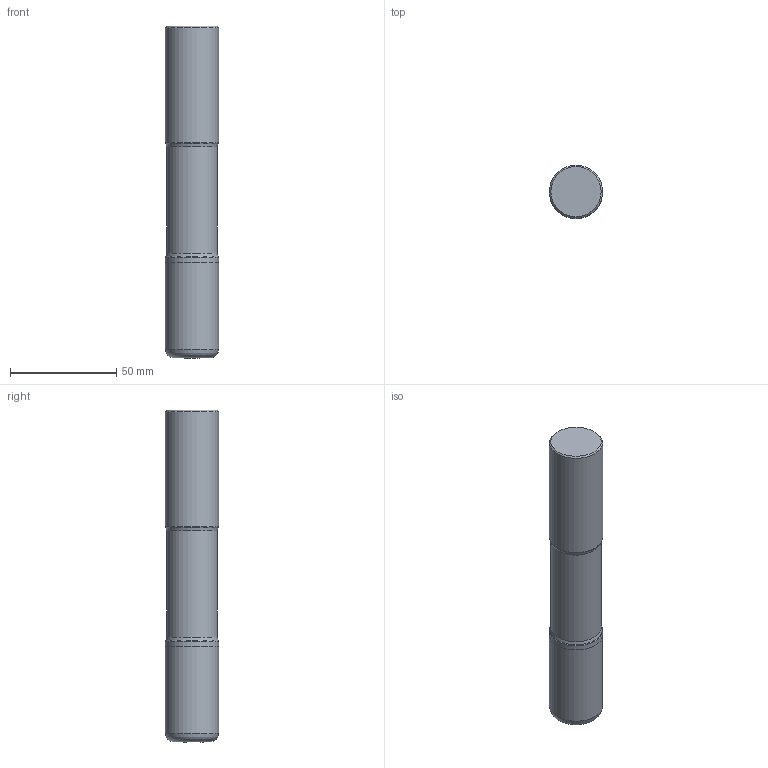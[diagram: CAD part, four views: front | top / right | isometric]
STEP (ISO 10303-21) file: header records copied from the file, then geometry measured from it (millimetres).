
FILE_DESCRIPTION(('STEP'), '1');
FILE_NAME('MOD000000000000000020084633800000.stp', '2019-01-02T12:09:02', (''), (''), 'Express v3.0.0.0', 'Express Tool', 'Unknown');
FILE_SCHEMA(('AUTOMOTIVE_DESIGN'));
Length unit declared in the file: millimetre
Products named in the file (1): R216.38-25045ICK45K-634430356957377604-1
Bounding box: 25.04 x 25.04 x 156 mm (x, y, z)
Volume: 73973.2 mm3; surface area: 13896.4 mm2
Topology: 2 solids, 2 shells, 18 faces, 57 edges, 44 vertices
Faces by surface type: bspline 18
Entity records: 1312 total; most frequent: CARTESIAN_POINT 754, DIRECTION 96, ORIENTED_EDGE 90, EDGE_CURVE 45, AXIS2_PLACEMENT_3D 40, CIRCLE 37, VERTEX_POINT 32, EDGE_LOOP 19
